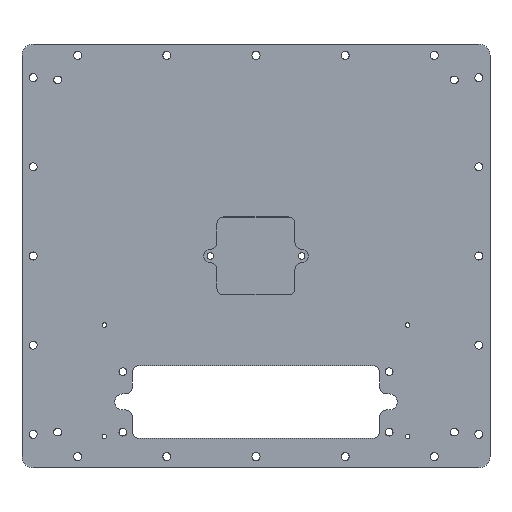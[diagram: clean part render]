
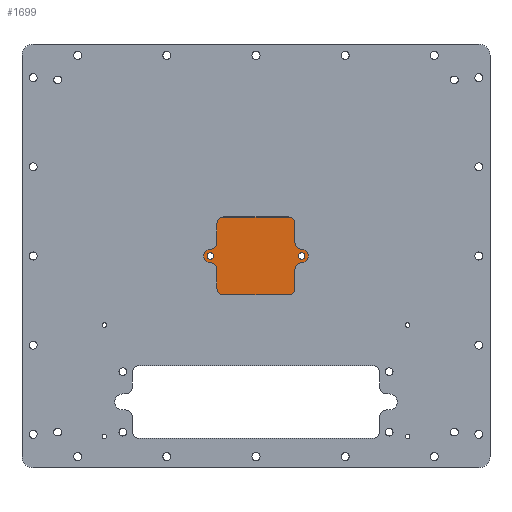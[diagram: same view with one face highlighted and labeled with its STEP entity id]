
A CAD part, top view. The second image highlights one B-rep face of the part: STEP entity #1699.
In plain terms, the highlighted planar face has unit normal (0, 0, 1).
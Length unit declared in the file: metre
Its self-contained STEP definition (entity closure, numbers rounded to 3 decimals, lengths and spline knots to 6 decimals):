
#182=CIRCLE('',#1894,0.003);
#183=CIRCLE('',#1897,0.003);
#184=CIRCLE('',#1900,0.003);
#185=CIRCLE('',#1903,0.003);
#186=CIRCLE('',#1905,0.003);
#187=CIRCLE('',#1907,0.003);
#188=CIRCLE('',#1910,0.003);
#189=CIRCLE('',#1913,0.003);
#190=CIRCLE('',#1916,0.003);
#191=CIRCLE('',#1918,0.003);
#192=CIRCLE('',#1920,0.00145);
#193=CIRCLE('',#1921,0.00145);
#604=ORIENTED_EDGE('',*,*,#840,.T.);
#605=ORIENTED_EDGE('',*,*,#841,.T.);
#606=ORIENTED_EDGE('',*,*,#809,.F.);
#607=ORIENTED_EDGE('',*,*,#812,.F.);
#608=ORIENTED_EDGE('',*,*,#814,.T.);
#609=ORIENTED_EDGE('',*,*,#816,.F.);
#610=ORIENTED_EDGE('',*,*,#818,.T.);
#611=ORIENTED_EDGE('',*,*,#820,.T.);
#612=ORIENTED_EDGE('',*,*,#822,.F.);
#613=ORIENTED_EDGE('',*,*,#824,.F.);
#614=ORIENTED_EDGE('',*,*,#826,.F.);
#615=ORIENTED_EDGE('',*,*,#828,.T.);
#616=ORIENTED_EDGE('',*,*,#830,.T.);
#617=ORIENTED_EDGE('',*,*,#832,.T.);
#618=ORIENTED_EDGE('',*,*,#834,.T.);
#619=ORIENTED_EDGE('',*,*,#836,.F.);
#620=ORIENTED_EDGE('',*,*,#838,.F.);
#621=ORIENTED_EDGE('',*,*,#839,.T.);
#809=EDGE_CURVE('',#988,#989,#182,.T.);
#812=EDGE_CURVE('',#990,#988,#1083,.T.);
#814=EDGE_CURVE('',#990,#991,#183,.T.);
#816=EDGE_CURVE('',#992,#991,#1086,.T.);
#818=EDGE_CURVE('',#992,#993,#184,.T.);
#820=EDGE_CURVE('',#993,#994,#1089,.T.);
#822=EDGE_CURVE('',#995,#994,#185,.T.);
#824=EDGE_CURVE('',#996,#995,#186,.T.);
#826=EDGE_CURVE('',#997,#996,#187,.T.);
#828=EDGE_CURVE('',#997,#998,#1094,.T.);
#830=EDGE_CURVE('',#998,#999,#188,.T.);
#832=EDGE_CURVE('',#999,#1000,#1097,.T.);
#834=EDGE_CURVE('',#1000,#1001,#189,.T.);
#836=EDGE_CURVE('',#1002,#1001,#1100,.T.);
#838=EDGE_CURVE('',#1003,#1002,#190,.T.);
#839=EDGE_CURVE('',#1003,#989,#191,.T.);
#840=EDGE_CURVE('',#1004,#1004,#192,.T.);
#841=EDGE_CURVE('',#1005,#1005,#193,.T.);
#988=VERTEX_POINT('',#2841);
#989=VERTEX_POINT('',#2843);
#990=VERTEX_POINT('',#2847);
#991=VERTEX_POINT('',#2851);
#992=VERTEX_POINT('',#2855);
#993=VERTEX_POINT('',#2859);
#994=VERTEX_POINT('',#2863);
#995=VERTEX_POINT('',#2867);
#996=VERTEX_POINT('',#2871);
#997=VERTEX_POINT('',#2875);
#998=VERTEX_POINT('',#2879);
#999=VERTEX_POINT('',#2883);
#1000=VERTEX_POINT('',#2887);
#1001=VERTEX_POINT('',#2891);
#1002=VERTEX_POINT('',#2895);
#1003=VERTEX_POINT('',#2899);
#1004=VERTEX_POINT('',#2905);
#1005=VERTEX_POINT('',#2907);
#1083=LINE('',#2848,#1179);
#1086=LINE('',#2856,#1182);
#1089=LINE('',#2864,#1185);
#1094=LINE('',#2880,#1190);
#1097=LINE('',#2888,#1193);
#1100=LINE('',#2896,#1196);
#1179=VECTOR('',#2365,1.);
#1182=VECTOR('',#2374,1.);
#1185=VECTOR('',#2383,1.);
#1190=VECTOR('',#2402,1.);
#1193=VECTOR('',#2411,1.);
#1196=VECTOR('',#2420,1.);
#1385=EDGE_LOOP('',(#604));
#1386=EDGE_LOOP('',(#605));
#1387=EDGE_LOOP('',(#606,#607,#608,#609,#610,#611,#612,#613,#614,#615,#616,
#617,#618,#619,#620,#621));
#1579=FACE_BOUND('',#1385,.T.);
#1580=FACE_BOUND('',#1386,.T.);
#1581=FACE_BOUND('',#1387,.T.);
#1612=PLANE('',#1919);
#1699=ADVANCED_FACE('',(#1579,#1580,#1581),#1612,.T.);
#1894=AXIS2_PLACEMENT_3D('',#2842,#2359,#2360);
#1897=AXIS2_PLACEMENT_3D('',#2852,#2369,#2370);
#1900=AXIS2_PLACEMENT_3D('',#2860,#2378,#2379);
#1903=AXIS2_PLACEMENT_3D('',#2868,#2387,#2388);
#1905=AXIS2_PLACEMENT_3D('',#2872,#2392,#2393);
#1907=AXIS2_PLACEMENT_3D('',#2876,#2397,#2398);
#1910=AXIS2_PLACEMENT_3D('',#2884,#2406,#2407);
#1913=AXIS2_PLACEMENT_3D('',#2892,#2415,#2416);
#1916=AXIS2_PLACEMENT_3D('',#2900,#2424,#2425);
#1918=AXIS2_PLACEMENT_3D('',#2902,#2428,#2429);
#1919=AXIS2_PLACEMENT_3D('',#2903,#2430,#2431);
#1920=AXIS2_PLACEMENT_3D('',#2904,#2432,#2433);
#1921=AXIS2_PLACEMENT_3D('',#2906,#2434,#2435);
#2359=DIRECTION('',(0.,0.,1.));
#2360=DIRECTION('',(1.,0.,0.));
#2365=DIRECTION('',(0.,1.,0.));
#2369=DIRECTION('',(0.,0.,1.));
#2370=DIRECTION('',(1.,0.,0.));
#2374=DIRECTION('',(-1.,0.,0.));
#2378=DIRECTION('',(0.,0.,1.));
#2379=DIRECTION('',(1.,0.,0.));
#2383=DIRECTION('',(0.,1.,0.));
#2387=DIRECTION('',(0.,0.,1.));
#2388=DIRECTION('',(1.,0.,0.));
#2392=DIRECTION('',(0.,0.,-1.));
#2393=DIRECTION('',(1.,0.,0.));
#2397=DIRECTION('',(0.,0.,1.));
#2398=DIRECTION('',(1.,0.,0.));
#2402=DIRECTION('',(0.,1.,0.));
#2406=DIRECTION('',(0.,0.,1.));
#2407=DIRECTION('',(1.,0.,0.));
#2411=DIRECTION('',(-1.,0.,0.));
#2415=DIRECTION('',(0.,0.,1.));
#2416=DIRECTION('',(1.,0.,0.));
#2420=DIRECTION('',(0.,1.,0.));
#2424=DIRECTION('',(0.,0.,1.));
#2425=DIRECTION('',(1.,0.,0.));
#2428=DIRECTION('',(0.,0.,1.));
#2429=DIRECTION('',(1.,0.,0.));
#2430=DIRECTION('',(0.,0.,1.));
#2431=DIRECTION('',(1.,0.,0.));
#2432=DIRECTION('',(0.,0.,-1.));
#2433=DIRECTION('',(-1.,0.,0.));
#2434=DIRECTION('',(0.,0.,-1.));
#2435=DIRECTION('',(-1.,0.,0.));
#2841=CARTESIAN_POINT('',(-0.0175,-0.006,-0.0761));
#2842=CARTESIAN_POINT('',(-0.0205,-0.006,-0.0761));
#2843=CARTESIAN_POINT('',(-0.0205,-0.003,-0.0761));
#2847=CARTESIAN_POINT('',(-0.0175,-0.0145,-0.0761));
#2848=CARTESIAN_POINT('',(-0.0175,-0.01025,-0.0761));
#2851=CARTESIAN_POINT('',(-0.0145,-0.0175,-0.0761));
#2852=CARTESIAN_POINT('',(-0.0145,-0.0145,-0.0761));
#2855=CARTESIAN_POINT('',(0.0145,-0.0175,-0.0761));
#2856=CARTESIAN_POINT('',(0.,-0.0175,-0.0761));
#2859=CARTESIAN_POINT('',(0.0175,-0.0145,-0.0761));
#2860=CARTESIAN_POINT('',(0.0145,-0.0145,-0.0761));
#2863=CARTESIAN_POINT('',(0.0175,-0.006,-0.0761));
#2864=CARTESIAN_POINT('',(0.0175,-0.01025,-0.0761));
#2867=CARTESIAN_POINT('',(0.0205,-0.003,-0.0761));
#2868=CARTESIAN_POINT('',(0.0205,-0.006,-0.0761));
#2871=CARTESIAN_POINT('',(0.0205,0.003,-0.0761));
#2872=CARTESIAN_POINT('',(0.0205,0.,-0.0761));
#2875=CARTESIAN_POINT('',(0.0175,0.006,-0.0761));
#2876=CARTESIAN_POINT('',(0.0205,0.006,-0.0761));
#2879=CARTESIAN_POINT('',(0.0175,0.0145,-0.0761));
#2880=CARTESIAN_POINT('',(0.0175,0.01025,-0.0761));
#2883=CARTESIAN_POINT('',(0.0145,0.0175,-0.0761));
#2884=CARTESIAN_POINT('',(0.0145,0.0145,-0.0761));
#2887=CARTESIAN_POINT('',(-0.0145,0.0175,-0.0761));
#2888=CARTESIAN_POINT('',(0.,0.0175,-0.0761));
#2891=CARTESIAN_POINT('',(-0.0175,0.0145,-0.0761));
#2892=CARTESIAN_POINT('',(-0.0145,0.0145,-0.0761));
#2895=CARTESIAN_POINT('',(-0.0175,0.006,-0.0761));
#2896=CARTESIAN_POINT('',(-0.0175,0.01025,-0.0761));
#2899=CARTESIAN_POINT('',(-0.0205,0.003,-0.0761));
#2900=CARTESIAN_POINT('',(-0.0205,0.006,-0.0761));
#2902=CARTESIAN_POINT('',(-0.0205,0.,-0.0761));
#2903=CARTESIAN_POINT('',(0.,0.,-0.0761));
#2904=CARTESIAN_POINT('',(-0.0205,0.,-0.0761));
#2905=CARTESIAN_POINT('',(-0.02195,0.,-0.0761));
#2906=CARTESIAN_POINT('',(0.0205,0.,-0.0761));
#2907=CARTESIAN_POINT('',(0.01905,0.,-0.0761));
